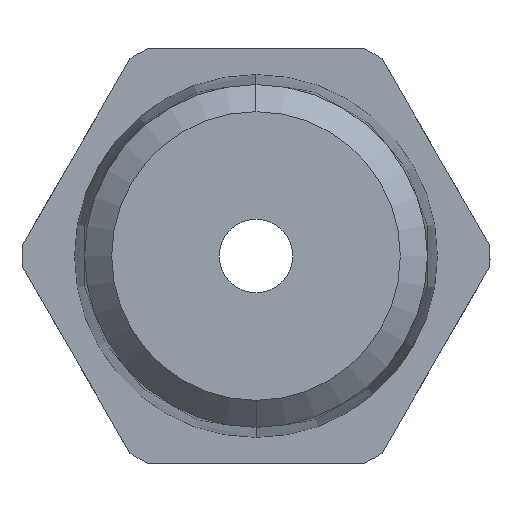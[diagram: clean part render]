
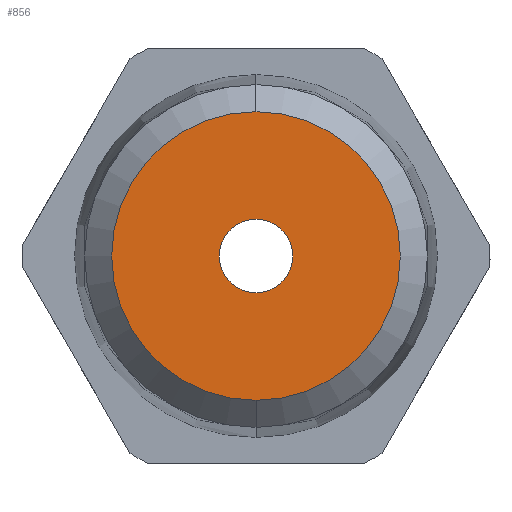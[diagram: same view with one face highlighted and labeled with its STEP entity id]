
A CAD part, front view. The second image highlights one B-rep face of the part: STEP entity #856.
In plain terms, the highlighted planar face has unit normal (0, -1, 0).
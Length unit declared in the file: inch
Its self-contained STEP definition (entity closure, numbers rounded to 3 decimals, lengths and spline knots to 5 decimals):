
#4 = DIRECTION ( 'NONE',  ( 0., 0., 1. ) ) ;
#51 = DIRECTION ( 'NONE',  ( 0., 0., -1. ) ) ;
#77 = FACE_OUTER_BOUND ( 'NONE', #1195, .T. ) ;
#253 = CARTESIAN_POINT ( 'NONE',  ( 0., 0., 0. ) ) ;
#313 = CARTESIAN_POINT ( 'NONE',  ( 0., 0., -0.21604 ) ) ;
#371 = EDGE_CURVE ( 'NONE', #1134, #1504, #865, .T. ) ;
#419 = DIRECTION ( 'NONE',  ( 0., 0., -1. ) ) ;
#448 = CARTESIAN_POINT ( 'NONE',  ( 0., 0., 0. ) ) ;
#504 = AXIS2_PLACEMENT_3D ( 'NONE', #1967, #978, #4 ) ;
#514 = AXIS2_PLACEMENT_3D ( 'NONE', #448, #1604, #603 ) ;
#603 = DIRECTION ( 'NONE',  ( 0., 0., 1. ) ) ;
#636 = ORIENTED_EDGE ( 'NONE', *, *, #655, .T. ) ;
#655 = EDGE_CURVE ( 'NONE', #1504, #1134, #1920, .T. ) ;
#750 = ORIENTED_EDGE ( 'NONE', *, *, #995, .F. ) ;
#757 = CARTESIAN_POINT ( 'NONE',  ( 0., 0., 0.05512 ) ) ;
#855 = VERTEX_POINT ( 'NONE', #313 ) ;
#856 = ADVANCED_FACE ( 'NONE', ( #1726, #77 ), #1949, .T. ) ;
#861 = CIRCLE ( 'NONE', #514, 0.21604 ) ;
#865 = CIRCLE ( 'NONE', #2111, 0.05512 ) ;
#888 = AXIS2_PLACEMENT_3D ( 'NONE', #253, #1411, #419 ) ;
#943 = CARTESIAN_POINT ( 'NONE',  ( 0., 0., 0.21604 ) ) ;
#971 = DIRECTION ( 'NONE',  ( 0., 0., -1. ) ) ;
#978 = DIRECTION ( 'NONE',  ( 0., 1., 0. ) ) ;
#995 = EDGE_CURVE ( 'NONE', #2060, #855, #1520, .T. ) ;
#1029 = DIRECTION ( 'NONE',  ( 0., 1., 0. ) ) ;
#1134 = VERTEX_POINT ( 'NONE', #757 ) ;
#1173 = AXIS2_PLACEMENT_3D ( 'NONE', #1795, #1959, #971 ) ;
#1195 = EDGE_LOOP ( 'NONE', ( #750, #1928 ) ) ;
#1349 = ORIENTED_EDGE ( 'NONE', *, *, #371, .T. ) ;
#1411 = DIRECTION ( 'NONE',  ( 0., 1., 0. ) ) ;
#1442 = EDGE_LOOP ( 'NONE', ( #636, #1349 ) ) ;
#1490 = CARTESIAN_POINT ( 'NONE',  ( 0., 0., -0.05512 ) ) ;
#1504 = VERTEX_POINT ( 'NONE', #1490 ) ;
#1520 = CIRCLE ( 'NONE', #504, 0.21604 ) ;
#1604 = DIRECTION ( 'NONE',  ( 0., 1., 0. ) ) ;
#1726 = FACE_BOUND ( 'NONE', #1442, .T. ) ;
#1795 = CARTESIAN_POINT ( 'NONE',  ( -0.13558, 0., 0. ) ) ;
#1920 = CIRCLE ( 'NONE', #888, 0.05512 ) ;
#1928 = ORIENTED_EDGE ( 'NONE', *, *, #1980, .F. ) ;
#1949 = PLANE ( 'NONE',  #1173 ) ;
#1959 = DIRECTION ( 'NONE',  ( 0., -1., 0. ) ) ;
#1967 = CARTESIAN_POINT ( 'NONE',  ( 0., 0., 0. ) ) ;
#1980 = EDGE_CURVE ( 'NONE', #855, #2060, #861, .T. ) ;
#2015 = CARTESIAN_POINT ( 'NONE',  ( 0., 0., 0. ) ) ;
#2060 = VERTEX_POINT ( 'NONE', #943 ) ;
#2111 = AXIS2_PLACEMENT_3D ( 'NONE', #2015, #1029, #51 ) ;
